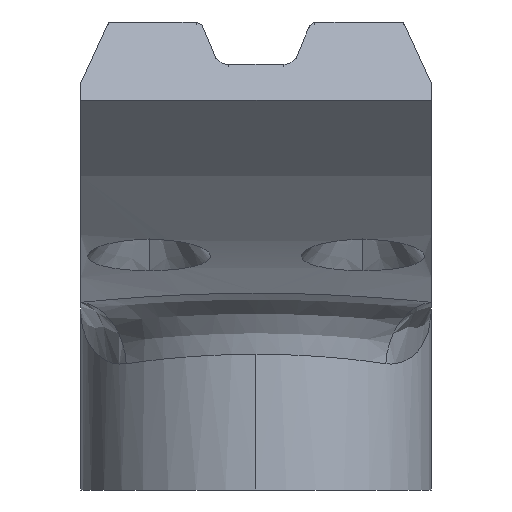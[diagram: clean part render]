
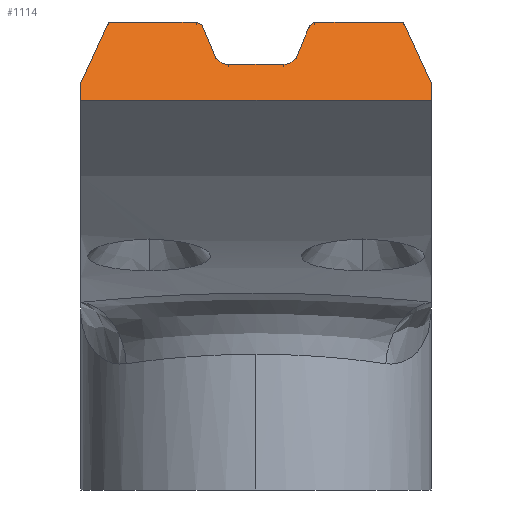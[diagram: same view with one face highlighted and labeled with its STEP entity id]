
A CAD part, left-side view. The second image highlights one B-rep face of the part: STEP entity #1114.
In plain terms, the highlighted planar face has unit normal (-0.866, 0, 0.5).
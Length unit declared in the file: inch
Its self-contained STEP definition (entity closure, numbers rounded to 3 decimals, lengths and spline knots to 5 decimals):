
#30 = CARTESIAN_POINT ( 'NONE',  ( -1.56043, 0.68125, -2.71774 ) ) ;
#66 = DIRECTION ( 'NONE',  ( 0., 1., 0. ) ) ;
#85 = CARTESIAN_POINT ( 'NONE',  ( -1.5899, 0.27521, -2.76878 ) ) ;
#95 = CARTESIAN_POINT ( 'NONE',  ( -1.56043, 0.05906, -2.71774 ) ) ;
#99 = CARTESIAN_POINT ( 'NONE',  ( -1.56043, 0.24598, -2.71774 ) ) ;
#106 = CARTESIAN_POINT ( 'NONE',  ( -1.63523, 0., -2.84731 ) ) ;
#107 = CARTESIAN_POINT ( 'NONE',  ( -1.61118, 0.30019, -2.80565 ) ) ;
#124 = CARTESIAN_POINT ( 'NONE',  ( -1.56043, 0.49655, -2.71774 ) ) ;
#137 = VECTOR ( 'NONE', #66, 39.37008 ) ;
#170 = VERTEX_POINT ( 'NONE', #30 ) ;
#174 = B_SPLINE_CURVE_WITH_KNOTS ( 'NONE', 3,
 ( #533, #1760, #2397, #107, #1793, #517 ),
 .UNSPECIFIED., .F., .F.,
 ( 4, 2, 4 ),
 ( 0., 0.00046, 0.00093 ),
 .UNSPECIFIED. ) ;
#225 = CARTESIAN_POINT ( 'NONE',  ( 0.0065, 0., -0.00375 ) ) ;
#335 = ORIENTED_EDGE ( 'NONE', *, *, #1179, .T. ) ;
#358 = EDGE_CURVE ( 'NONE', #1940, #2268, #1505, .T. ) ;
#365 = CARTESIAN_POINT ( 'NONE',  ( -1.58536, 0.70094, -2.76093 ) ) ;
#366 = B_SPLINE_CURVE_WITH_KNOTS ( 'NONE', 3,
 ( #1356, #1373, #2626, #124 ),
 .UNSPECIFIED., .F., .F.,
 ( 4, 4 ),
 ( 0., 0.00037 ),
 .UNSPECIFIED. ) ;
#378 = ORIENTED_EDGE ( 'NONE', *, *, #948, .F. ) ;
#433 = CARTESIAN_POINT ( 'NONE',  ( -1.61215, 0.31242, -2.80733 ) ) ;
#452 = PLANE ( 'NONE',  #1298 ) ;
#454 = CARTESIAN_POINT ( 'NONE',  ( -1.56513, 0.25718, -2.72588 ) ) ;
#457 = EDGE_CURVE ( 'NONE', #1374, #677, #174, .T. ) ;
#460 = CARTESIAN_POINT ( 'NONE',  ( -1.56513, 0.25718, -2.72588 ) ) ;
#480 = CARTESIAN_POINT ( 'NONE',  ( -1.60228, 0.28423, -2.79023 ) ) ;
#517 = CARTESIAN_POINT ( 'NONE',  ( -1.61215, 0.31242, -2.80733 ) ) ;
#533 = CARTESIAN_POINT ( 'NONE',  ( -1.60228, 0.28423, -2.79023 ) ) ;
#550 = DIRECTION ( 'NONE',  ( 0., -1., 0. ) ) ;
#605 = VERTEX_POINT ( 'NONE', #2283 ) ;
#647 = CARTESIAN_POINT ( 'NONE',  ( -1.57682, 0.47462, -2.74613 ) ) ;
#664 = EDGE_LOOP ( 'NONE', ( #378, #728, #1645, #955, #335, #1180, #1310, #2522, #1885, #2041, #2628, #2594, #1584, #1750 ) ) ;
#668 = CARTESIAN_POINT ( 'NONE',  ( -1.63523, 0., -2.84731 ) ) ;
#677 = VERTEX_POINT ( 'NONE', #433 ) ;
#678 = DIRECTION ( 'NONE',  ( 0.866, 0., -0.5 ) ) ;
#680 = VECTOR ( 'NONE', #2080, 39.37008 ) ;
#685 = CARTESIAN_POINT ( 'NONE',  ( 0.0065, 0.74031, -0.00375 ) ) ;
#703 = VERTEX_POINT ( 'NONE', #1083 ) ;
#713 = CARTESIAN_POINT ( 'NONE',  ( -1.56513, 0.25718, -2.72588 ) ) ;
#728 = ORIENTED_EDGE ( 'NONE', *, *, #358, .F. ) ;
#734 = CARTESIAN_POINT ( 'NONE',  ( -1.61215, 2.25014, -2.80733 ) ) ;
#787 = CARTESIAN_POINT ( 'NONE',  ( -1.56043, 2.25014, -2.71774 ) ) ;
#816 = DIRECTION ( 'NONE',  ( 0., -1., 0. ) ) ;
#817 = CARTESIAN_POINT ( 'NONE',  ( -1.60518, 0.45397, -2.79525 ) ) ;
#850 = CARTESIAN_POINT ( 'NONE',  ( -1.56043, 0.24598, -2.71774 ) ) ;
#858 = FACE_OUTER_BOUND ( 'NONE', #664, .T. ) ;
#862 = EDGE_CURVE ( 'NONE', #1846, #605, #366, .T. ) ;
#889 = CARTESIAN_POINT ( 'NONE',  ( -1.56043, 2.25014, -2.71774 ) ) ;
#904 = CARTESIAN_POINT ( 'NONE',  ( -1.562, 0.24972, -2.72046 ) ) ;
#921 = CARTESIAN_POINT ( 'NONE',  ( -1.56356, 0.25345, -2.72317 ) ) ;
#937 = B_SPLINE_CURVE_WITH_KNOTS ( 'NONE', 3,
 ( #106, #2221, #2023, #2637 ),
 .UNSPECIFIED., .F., .F.,
 ( 4, 4 ),
 ( 0., 0.00409 ),
 .UNSPECIFIED. ) ;
#948 = EDGE_CURVE ( 'NONE', #2268, #170, #2046, .T. ) ;
#955 = ORIENTED_EDGE ( 'NONE', *, *, #1837, .T. ) ;
#987 = CARTESIAN_POINT ( 'NONE',  ( -1.61215, 0.43405, -2.80733 ) ) ;
#1006 = B_SPLINE_CURVE_WITH_KNOTS ( 'NONE', 3,
 ( #2266, #987, #1406, #2669, #817, #2278 ),
 .UNSPECIFIED., .F., .F.,
 ( 4, 2, 4 ),
 ( 0., 0.00046, 0.00093 ),
 .UNSPECIFIED. ) ;
#1012 = DIRECTION ( 'NONE',  ( 0., 1., 0. ) ) ;
#1083 = CARTESIAN_POINT ( 'NONE',  ( -1.61215, 0.42789, -2.80733 ) ) ;
#1084 = VERTEX_POINT ( 'NONE', #668 ) ;
#1087 = VERTEX_POINT ( 'NONE', #460 ) ;
#1098 = VECTOR ( 'NONE', #1012, 39.37008 ) ;
#1114 = ADVANCED_FACE ( 'NONE', ( #858 ), #452, .F. ) ;
#1125 = EDGE_CURVE ( 'NONE', #2141, #1415, #1668, .T. ) ;
#1173 = CARTESIAN_POINT ( 'NONE',  ( -1.60228, 0.45608, -2.79023 ) ) ;
#1179 = EDGE_CURVE ( 'NONE', #1084, #2141, #937, .T. ) ;
#1180 = ORIENTED_EDGE ( 'NONE', *, *, #1125, .T. ) ;
#1198 = VECTOR ( 'NONE', #816, 39.37008 ) ;
#1223 = CARTESIAN_POINT ( 'NONE',  ( -1.656, 0., -2.88328 ) ) ;
#1233 = LINE ( 'NONE', #225, #680 ) ;
#1289 = EDGE_CURVE ( 'NONE', #703, #677, #1796, .T. ) ;
#1298 = AXIS2_PLACEMENT_3D ( 'NONE', #1925, #678, #2134 ) ;
#1310 = ORIENTED_EDGE ( 'NONE', *, *, #2595, .T. ) ;
#1313 = VERTEX_POINT ( 'NONE', #1223 ) ;
#1356 = CARTESIAN_POINT ( 'NONE',  ( -1.56408, 0.48388, -2.72407 ) ) ;
#1373 = CARTESIAN_POINT ( 'NONE',  ( -1.56287, 0.48811, -2.72196 ) ) ;
#1374 = VERTEX_POINT ( 'NONE', #1696 ) ;
#1392 = B_SPLINE_CURVE_WITH_KNOTS ( 'NONE', 3,
 ( #2334, #2499, #647, #2095 ),
 .UNSPECIFIED., .F., .F.,
 ( 4, 4 ),
 ( 0.06493, 0.067 ),
 .UNSPECIFIED. ) ;
#1406 = CARTESIAN_POINT ( 'NONE',  ( -1.6112, 0.44007, -2.80567 ) ) ;
#1415 = VERTEX_POINT ( 'NONE', #850 ) ;
#1505 = LINE ( 'NONE', #685, #2123 ) ;
#1584 = ORIENTED_EDGE ( 'NONE', *, *, #862, .T. ) ;
#1586 = CARTESIAN_POINT ( 'NONE',  ( -1.63523, 0.74031, -2.84731 ) ) ;
#1617 = VERTEX_POINT ( 'NONE', #1173 ) ;
#1645 = ORIENTED_EDGE ( 'NONE', *, *, #2364, .F. ) ;
#1655 = LINE ( 'NONE', #2452, #1098 ) ;
#1668 = LINE ( 'NONE', #889, #137 ) ;
#1693 = CARTESIAN_POINT ( 'NONE',  ( -1.56408, 0.48388, -2.72407 ) ) ;
#1696 = CARTESIAN_POINT ( 'NONE',  ( -1.60228, 0.28423, -2.79023 ) ) ;
#1716 = EDGE_CURVE ( 'NONE', #703, #1617, #1006, .T. ) ;
#1726 = LINE ( 'NONE', #787, #1198 ) ;
#1750 = ORIENTED_EDGE ( 'NONE', *, *, #2305, .F. ) ;
#1760 = CARTESIAN_POINT ( 'NONE',  ( -1.60518, 0.28634, -2.79525 ) ) ;
#1766 = B_SPLINE_CURVE_WITH_KNOTS ( 'NONE', 3,
 ( #454, #1946, #85, #480 ),
 .UNSPECIFIED., .F., .F.,
 ( 4, 4 ),
 ( 0.14368, 0.14562 ),
 .UNSPECIFIED. ) ;
#1793 = CARTESIAN_POINT ( 'NONE',  ( -1.61215, 0.30626, -2.80733 ) ) ;
#1796 = LINE ( 'NONE', #734, #2291 ) ;
#1816 = EDGE_CURVE ( 'NONE', #1617, #1846, #1392, .T. ) ;
#1837 = EDGE_CURVE ( 'NONE', #1313, #1084, #1233, .T. ) ;
#1846 = VERTEX_POINT ( 'NONE', #1693 ) ;
#1885 = ORIENTED_EDGE ( 'NONE', *, *, #457, .T. ) ;
#1925 = CARTESIAN_POINT ( 'NONE',  ( 0.0065, 0.74031, -0.00375 ) ) ;
#1940 = VERTEX_POINT ( 'NONE', #1986 ) ;
#1946 = CARTESIAN_POINT ( 'NONE',  ( -1.57751, 0.2662, -2.74733 ) ) ;
#1986 = CARTESIAN_POINT ( 'NONE',  ( -1.656, 0.74031, -2.88328 ) ) ;
#2023 = CARTESIAN_POINT ( 'NONE',  ( -1.58536, 0.03937, -2.76093 ) ) ;
#2041 = ORIENTED_EDGE ( 'NONE', *, *, #1289, .F. ) ;
#2046 = B_SPLINE_CURVE_WITH_KNOTS ( 'NONE', 3,
 ( #2250, #2471, #365, #2653 ),
 .UNSPECIFIED., .F., .F.,
 ( 4, 4 ),
 ( 0., 0.00409 ),
 .UNSPECIFIED. ) ;
#2080 = DIRECTION ( 'NONE',  ( 0.5, 0., 0.866 ) ) ;
#2095 = CARTESIAN_POINT ( 'NONE',  ( -1.56408, 0.48388, -2.72407 ) ) ;
#2110 = EDGE_CURVE ( 'NONE', #1087, #1374, #1766, .T. ) ;
#2123 = VECTOR ( 'NONE', #2140, 39.37008 ) ;
#2134 = DIRECTION ( 'NONE',  ( -0.5, 0., -0.866 ) ) ;
#2140 = DIRECTION ( 'NONE',  ( 0.5, 0., 0.866 ) ) ;
#2141 = VERTEX_POINT ( 'NONE', #95 ) ;
#2184 = B_SPLINE_CURVE_WITH_KNOTS ( 'NONE', 3,
 ( #99, #904, #921, #713 ),
 .UNSPECIFIED., .F., .F.,
 ( 4, 4 ),
 ( 0., 0.00037 ),
 .UNSPECIFIED. ) ;
#2221 = CARTESIAN_POINT ( 'NONE',  ( -1.6103, 0.01969, -2.80412 ) ) ;
#2250 = CARTESIAN_POINT ( 'NONE',  ( -1.63523, 0.74031, -2.84731 ) ) ;
#2266 = CARTESIAN_POINT ( 'NONE',  ( -1.61215, 0.42789, -2.80733 ) ) ;
#2268 = VERTEX_POINT ( 'NONE', #1586 ) ;
#2278 = CARTESIAN_POINT ( 'NONE',  ( -1.60228, 0.45608, -2.79023 ) ) ;
#2283 = CARTESIAN_POINT ( 'NONE',  ( -1.56043, 0.49655, -2.71774 ) ) ;
#2291 = VECTOR ( 'NONE', #550, 39.37008 ) ;
#2305 = EDGE_CURVE ( 'NONE', #170, #605, #1726, .T. ) ;
#2334 = CARTESIAN_POINT ( 'NONE',  ( -1.60228, 0.45608, -2.79023 ) ) ;
#2364 = EDGE_CURVE ( 'NONE', #1313, #1940, #1655, .T. ) ;
#2397 = CARTESIAN_POINT ( 'NONE',  ( -1.60768, 0.29019, -2.79958 ) ) ;
#2452 = CARTESIAN_POINT ( 'NONE',  ( -1.656, 2.25014, -2.88328 ) ) ;
#2471 = CARTESIAN_POINT ( 'NONE',  ( -1.6103, 0.72062, -2.80412 ) ) ;
#2499 = CARTESIAN_POINT ( 'NONE',  ( -1.58955, 0.46535, -2.76818 ) ) ;
#2522 = ORIENTED_EDGE ( 'NONE', *, *, #2110, .T. ) ;
#2594 = ORIENTED_EDGE ( 'NONE', *, *, #1816, .T. ) ;
#2595 = EDGE_CURVE ( 'NONE', #1415, #1087, #2184, .T. ) ;
#2626 = CARTESIAN_POINT ( 'NONE',  ( -1.56165, 0.49233, -2.71985 ) ) ;
#2628 = ORIENTED_EDGE ( 'NONE', *, *, #1716, .T. ) ;
#2637 = CARTESIAN_POINT ( 'NONE',  ( -1.56043, 0.05906, -2.71774 ) ) ;
#2653 = CARTESIAN_POINT ( 'NONE',  ( -1.56043, 0.68125, -2.71774 ) ) ;
#2669 = CARTESIAN_POINT ( 'NONE',  ( -1.6077, 0.45008, -2.79962 ) ) ;
